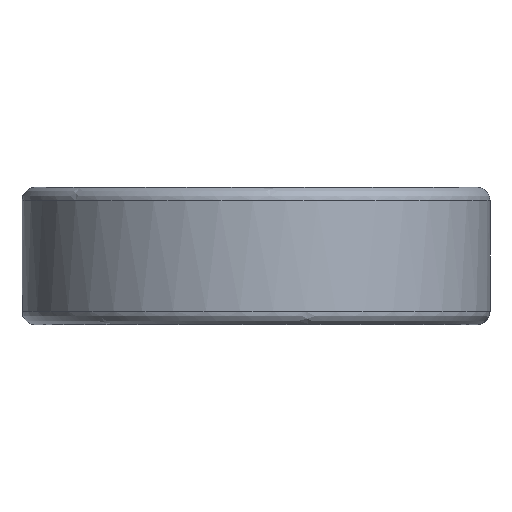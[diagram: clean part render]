
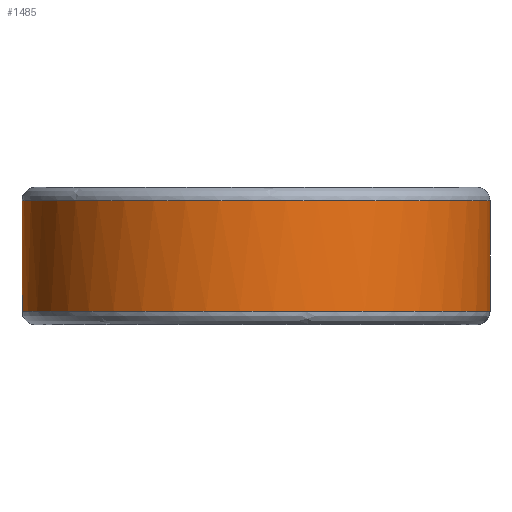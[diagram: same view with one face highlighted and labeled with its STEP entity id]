
A CAD part, left-side view. The second image highlights one B-rep face of the part: STEP entity #1485.
In plain terms, the highlighted free-form (B-spline) face has degree [1, 2] with [2, 7] control points.
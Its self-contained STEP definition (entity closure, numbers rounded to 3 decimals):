
#1190 = VERTEX_POINT('',#1191);
#1191 = CARTESIAN_POINT('',(-98.348,69.679,2.024
    ));
#1219 = VERTEX_POINT('',#1220);
#1220 = CARTESIAN_POINT('',(-119.658,8.246,2.024
    ));
#1226 = EDGE_CURVE('',#1219,#1190,#1227,.T.);
#1227 = ( BOUNDED_CURVE() B_SPLINE_CURVE(2,(#1228,#1229,#1230,#1231,
#1232,#1233,#1234),.UNSPECIFIED.,.F.,.F.) B_SPLINE_CURVE_WITH_KNOTS((3,2
    ,2,3),(-1.905,-0.635,0.635,1.905
),.UNSPECIFIED.) CURVE() GEOMETRIC_REPRESENTATION_ITEM() 
RATIONAL_B_SPLINE_CURVE((1.,0.805,1.,0.805,1.,
0.805,1.)) REPRESENTATION_ITEM('') );
#1228 = CARTESIAN_POINT('',(-119.658,8.246,2.024
    ));
#1229 = CARTESIAN_POINT('',(-145.008,8.246,2.024)
  );
#1230 = CARTESIAN_POINT('',(-152.524,32.457,
    2.024));
#1231 = CARTESIAN_POINT('',(-160.039,56.667,2.024
    ));
#1232 = CARTESIAN_POINT('',(-139.146,71.022,
    2.024));
#1233 = CARTESIAN_POINT('',(-118.252,85.377,2.024
    ));
#1234 = CARTESIAN_POINT('',(-98.348,69.679,2.024
    ));
#1290 = VERTEX_POINT('',#1291);
#1291 = CARTESIAN_POINT('',(-119.658,8.246,
    18.218));
#1296 = EDGE_CURVE('',#1219,#1290,#1297,.T.);
#1297 = B_SPLINE_CURVE_WITH_KNOTS('',1,(#1298,#1299),.UNSPECIFIED.,.F.,
  .F.,(2,2),(0.2,1.8),.PIECEWISE_BEZIER_KNOTS.);
#1298 = CARTESIAN_POINT('',(-119.658,8.246,2.024
    ));
#1299 = CARTESIAN_POINT('',(-119.658,8.246,
    18.218));
#1405 = VERTEX_POINT('',#1406);
#1406 = CARTESIAN_POINT('',(-98.348,69.679,
    18.218));
#1436 = EDGE_CURVE('',#1405,#1290,#1437,.T.);
#1437 = ( BOUNDED_CURVE() B_SPLINE_CURVE(2,(#1438,#1439,#1440,#1441,
#1442,#1443,#1444),.UNSPECIFIED.,.F.,.F.) B_SPLINE_CURVE_WITH_KNOTS((3,2
    ,2,3),(-1.905,-0.635,0.635,1.905
),.UNSPECIFIED.) CURVE() GEOMETRIC_REPRESENTATION_ITEM() 
RATIONAL_B_SPLINE_CURVE((1.,0.805,1.,0.805,1.,
0.805,1.)) REPRESENTATION_ITEM('') );
#1438 = CARTESIAN_POINT('',(-98.348,69.679,
    18.218));
#1439 = CARTESIAN_POINT('',(-118.252,85.377,
    18.218));
#1440 = CARTESIAN_POINT('',(-139.146,71.022,
    18.218));
#1441 = CARTESIAN_POINT('',(-160.039,56.667,
    18.218));
#1442 = CARTESIAN_POINT('',(-152.524,32.457,
    18.218));
#1443 = CARTESIAN_POINT('',(-145.008,8.246,
    18.218));
#1444 = CARTESIAN_POINT('',(-119.658,8.246,
    18.218));
#1472 = EDGE_CURVE('',#1190,#1405,#1473,.T.);
#1473 = B_SPLINE_CURVE_WITH_KNOTS('',1,(#1474,#1475),.UNSPECIFIED.,.F.,
  .F.,(2,2),(0.2,1.8),.PIECEWISE_BEZIER_KNOTS.);
#1474 = CARTESIAN_POINT('',(-98.348,69.679,2.024
    ));
#1475 = CARTESIAN_POINT('',(-98.348,69.679,
    18.218));
#1485 = ADVANCED_FACE('',(#1486),#1492,.T.);
#1486 = FACE_BOUND('',#1487,.T.);
#1487 = EDGE_LOOP('',(#1488,#1489,#1490,#1491));
#1488 = ORIENTED_EDGE('',*,*,#1226,.F.);
#1489 = ORIENTED_EDGE('',*,*,#1296,.T.);
#1490 = ORIENTED_EDGE('',*,*,#1436,.F.);
#1491 = ORIENTED_EDGE('',*,*,#1472,.F.);
#1492 = ( BOUNDED_SURFACE() B_SPLINE_SURFACE(1,2,(
    (#1493,#1494,#1495,#1496,#1497,#1498,#1499)
    ,(#1500,#1501,#1502,#1503,#1504,#1505,#1506
)),.UNSPECIFIED.,.F.,.F.,.F.) B_SPLINE_SURFACE_WITH_KNOTS((2,2),(3,2,2,3
    ),(0.059,0.529),(0.,
    1.27,2.54,3.809),.UNSPECIFIED.) 
GEOMETRIC_REPRESENTATION_ITEM() RATIONAL_B_SPLINE_SURFACE((
    (1.,0.805,1.,0.805,1.,0.805,1.)
    ,(1.,0.805,1.,0.805,1.,0.805,1.
))) REPRESENTATION_ITEM('') SURFACE() );
#1493 = CARTESIAN_POINT('',(-98.348,69.679,
    18.218));
#1494 = CARTESIAN_POINT('',(-118.252,85.377,
    18.218));
#1495 = CARTESIAN_POINT('',(-139.146,71.022,
    18.218));
#1496 = CARTESIAN_POINT('',(-160.039,56.667,
    18.218));
#1497 = CARTESIAN_POINT('',(-152.524,32.457,
    18.218));
#1498 = CARTESIAN_POINT('',(-145.008,8.246,
    18.218));
#1499 = CARTESIAN_POINT('',(-119.658,8.246,
    18.218));
#1500 = CARTESIAN_POINT('',(-98.348,69.679,2.024
    ));
#1501 = CARTESIAN_POINT('',(-118.252,85.377,2.024
    ));
#1502 = CARTESIAN_POINT('',(-139.146,71.022,
    2.024));
#1503 = CARTESIAN_POINT('',(-160.039,56.667,2.024
    ));
#1504 = CARTESIAN_POINT('',(-152.524,32.457,
    2.024));
#1505 = CARTESIAN_POINT('',(-145.008,8.246,2.024)
  );
#1506 = CARTESIAN_POINT('',(-119.658,8.246,2.024
    ));
